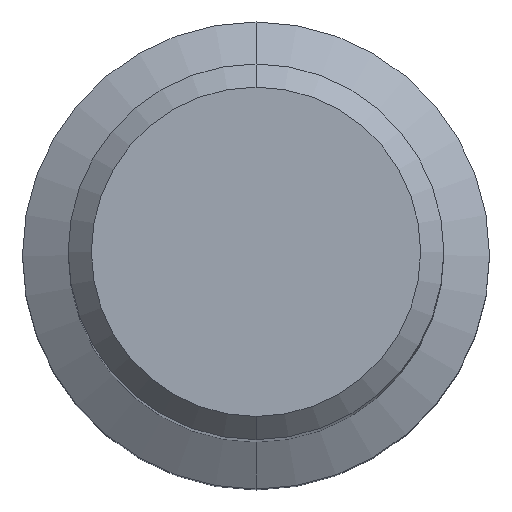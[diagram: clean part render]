
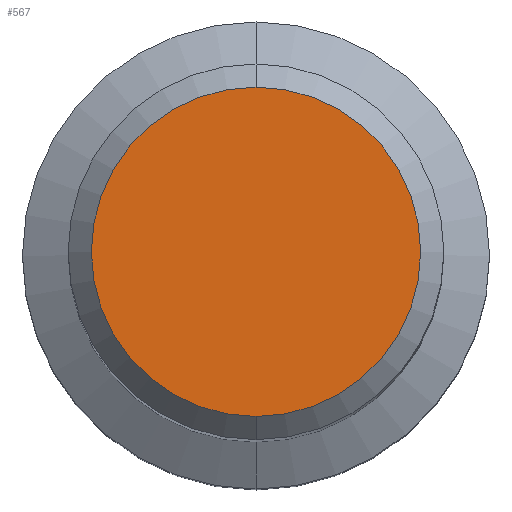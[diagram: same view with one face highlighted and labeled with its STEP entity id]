
A CAD part, top view. The second image highlights one B-rep face of the part: STEP entity #567.
In plain terms, the highlighted planar face has unit normal (0, 0, 1).
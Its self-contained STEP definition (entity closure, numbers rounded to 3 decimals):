
#323=EDGE_CURVE('',#545,#489,#725,.T.);
#489=VERTEX_POINT('',#910);
#529=EDGE_CURVE('',#489,#545,#951,.T.);
#545=VERTEX_POINT('',#968);
#567=ADVANCED_FACE('',(#993),#994,.T.);
#725=CIRCLE('',#1250,8.461);
#910=CARTESIAN_POINT('',(0.0,8.461,0.0));
#951=CIRCLE('',#1669,8.461);
#968=CARTESIAN_POINT('',(0.,-8.461,0.0));
#993=FACE_OUTER_BOUND('',#1811,.T.);
#994=PLANE('',#1812);
#1250=AXIS2_PLACEMENT_3D('',#2009,#2010,#2011);
#1669=AXIS2_PLACEMENT_3D('',#2246,#2247,#2248);
#1811=EDGE_LOOP('',(#2292,#2293));
#1812=AXIS2_PLACEMENT_3D('',#2294,#2295,#2296);
#2009=CARTESIAN_POINT('',(0.0,0.0,0.0));
#2010=DIRECTION('',(0.0,0.0,-1.0));
#2011=DIRECTION('',(0.0,1.0,0.0));
#2246=CARTESIAN_POINT('',(0.0,0.0,0.0));
#2247=DIRECTION('',(0.0,0.0,-1.0));
#2248=DIRECTION('',(0.0,1.0,0.0));
#2292=ORIENTED_EDGE('',*,*,#529,.F.);
#2293=ORIENTED_EDGE('',*,*,#323,.F.);
#2294=CARTESIAN_POINT('',(0.0,4.231,0.0));
#2295=DIRECTION('',(-0.0,0.0,1.0));
#2296=DIRECTION('',(0.0,-1.0,0.0));
